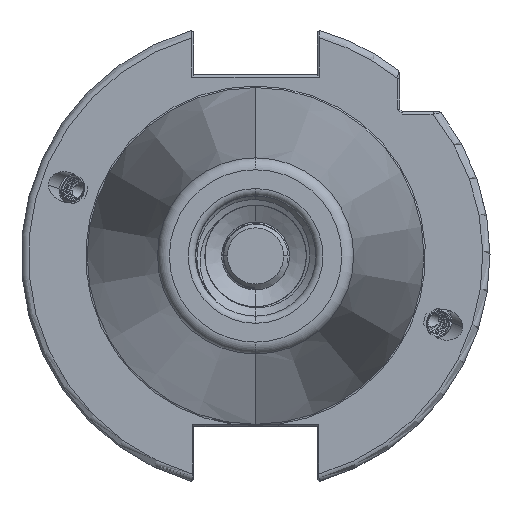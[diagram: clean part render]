
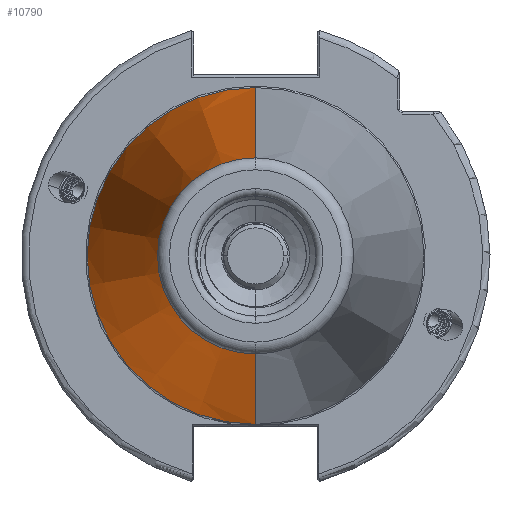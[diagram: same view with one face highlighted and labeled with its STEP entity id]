
A CAD part, left-side view. The second image highlights one B-rep face of the part: STEP entity #10790.
In plain terms, the highlighted conical face has half-angle 8.297 degrees and reference radius 35.392 mm.
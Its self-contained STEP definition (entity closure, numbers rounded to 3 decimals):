
#913 = FACE_OUTER_BOUND ( 'NONE', #3134, .T. ) ;
#931 = CONICAL_SURFACE ( 'NONE', #12481, 35.392, 0.145 ) ;
#1718 = VECTOR ( 'NONE', #24329, 1000. ) ;
#1723 = LINE ( 'NONE', #24312, #1718 ) ;
#1745 = VECTOR ( 'NONE', #24253, 1000. ) ;
#1750 = LINE ( 'NONE', #24239, #1745 ) ;
#1751 = CIRCLE ( 'NONE', #21707, 35.027 ) ;
#1778 = CIRCLE ( 'NONE', #21711, 35.027 ) ;
#3134 = EDGE_LOOP ( 'NONE', ( #30284, #30258, #30173, #30278, #30267 ) ) ;
#8083 = EDGE_CURVE ( 'NONE', #8185, #8200, #29782, .T. ) ;
#8185 = VERTEX_POINT ( 'NONE', #15815 ) ;
#8200 = VERTEX_POINT ( 'NONE', #15814 ) ;
#8356 = DIRECTION ( 'NONE',  ( 1., 0., 0. ) ) ;
#8358 = CARTESIAN_POINT ( 'NONE',  ( 0., 0., 0. ) ) ;
#8395 = DIRECTION ( 'NONE',  ( 0., 0., -1. ) ) ;
#10790 = ADVANCED_FACE ( 'NONE', ( #913 ), #931, .T. ) ;
#10956 = DIRECTION ( 'NONE',  ( 0., 0., 1. ) ) ;
#10964 = CARTESIAN_POINT ( 'NONE',  ( -102.811, 0., 0. ) ) ;
#10965 = DIRECTION ( 'NONE',  ( 1., 0., 0. ) ) ;
#12357 = AXIS2_PLACEMENT_3D ( 'NONE', #10964, #10965, #10956 ) ;
#12481 = AXIS2_PLACEMENT_3D ( 'NONE', #8358, #8356, #8395 ) ;
#13713 = EDGE_CURVE ( 'NONE', #8185, #29343, #1750, .T. ) ;
#14025 = EDGE_CURVE ( 'NONE', #29343, #29354, #1751, .T. ) ;
#14030 = EDGE_CURVE ( 'NONE', #8200, #29278, #1723, .T. ) ;
#14184 = EDGE_CURVE ( 'NONE', #29354, #29278, #1778, .T. ) ;
#15814 = CARTESIAN_POINT ( 'NONE',  ( -102.811, 0., 20.399 ) ) ;
#15815 = CARTESIAN_POINT ( 'NONE',  ( -102.811, 0., -20.399 ) ) ;
#21707 = AXIS2_PLACEMENT_3D ( 'NONE', #24320, #24318, #24279 ) ;
#21711 = AXIS2_PLACEMENT_3D ( 'NONE', #24535, #24544, #24541 ) ;
#23313 = CARTESIAN_POINT ( 'NONE',  ( -2.5, 0., 35.027 ) ) ;
#23333 = CARTESIAN_POINT ( 'NONE',  ( -2.5, 35.027, 0. ) ) ;
#23338 = CARTESIAN_POINT ( 'NONE',  ( -2.5, 0., -35.027 ) ) ;
#24239 = CARTESIAN_POINT ( 'NONE',  ( 0., 0., -35.392 ) ) ;
#24253 = DIRECTION ( 'NONE',  ( 0.99, 0., -0.144 ) ) ;
#24279 = DIRECTION ( 'NONE',  ( 0., 1., 0. ) ) ;
#24312 = CARTESIAN_POINT ( 'NONE',  ( 0., 0., 35.392 ) ) ;
#24318 = DIRECTION ( 'NONE',  ( 1., 0., 0. ) ) ;
#24320 = CARTESIAN_POINT ( 'NONE',  ( -2.5, 0., 0. ) ) ;
#24329 = DIRECTION ( 'NONE',  ( 0.99, 0., 0.144 ) ) ;
#24535 = CARTESIAN_POINT ( 'NONE',  ( -2.5, 0., 0. ) ) ;
#24541 = DIRECTION ( 'NONE',  ( 0., 1., 0. ) ) ;
#24544 = DIRECTION ( 'NONE',  ( 1., 0., 0. ) ) ;
#29278 = VERTEX_POINT ( 'NONE', #23313 ) ;
#29343 = VERTEX_POINT ( 'NONE', #23338 ) ;
#29354 = VERTEX_POINT ( 'NONE', #23333 ) ;
#29782 = CIRCLE ( 'NONE', #12357, 20.399 ) ;
#30173 = ORIENTED_EDGE ( 'NONE', *, *, #14184, .F. ) ;
#30258 = ORIENTED_EDGE ( 'NONE', *, *, #14030, .T. ) ;
#30267 = ORIENTED_EDGE ( 'NONE', *, *, #13713, .F. ) ;
#30278 = ORIENTED_EDGE ( 'NONE', *, *, #14025, .F. ) ;
#30284 = ORIENTED_EDGE ( 'NONE', *, *, #8083, .T. ) ;
